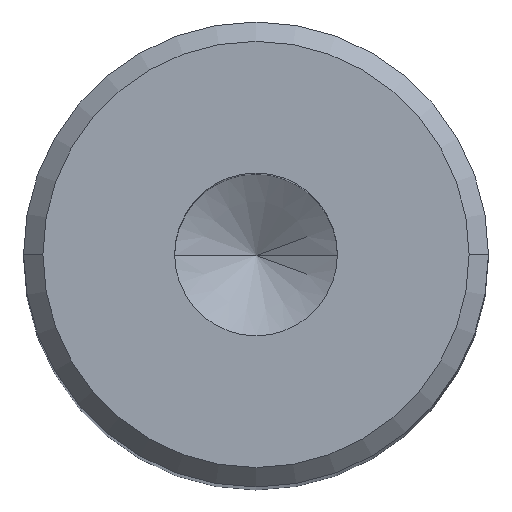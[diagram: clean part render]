
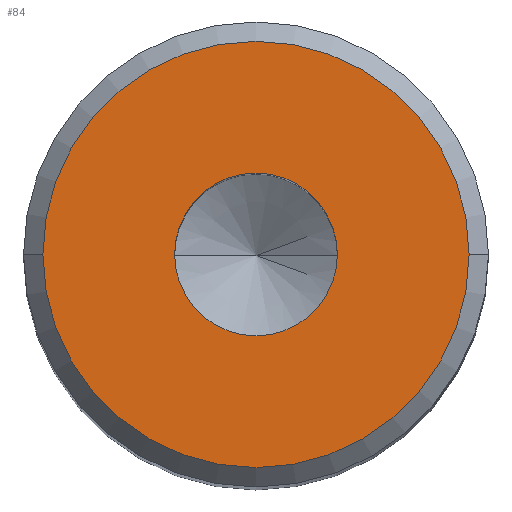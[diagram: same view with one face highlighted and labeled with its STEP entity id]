
A CAD part, top view. The second image highlights one B-rep face of the part: STEP entity #84.
In plain terms, the highlighted planar face has unit normal (0, 0, 1).
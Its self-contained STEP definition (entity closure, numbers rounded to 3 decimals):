
#27 = ORIENTED_EDGE ( 'NONE', *, *, #527, .T. ) ;
#32 = CIRCLE ( 'NONE', #224, 2.1 ) ;
#44 = PLANE ( 'NONE',  #86 ) ;
#46 = CARTESIAN_POINT ( 'NONE',  ( 5.5, 0., 0. ) ) ;
#84 = ADVANCED_FACE ( 'NONE', ( #128, #488 ), #44, .T. ) ;
#86 = AXIS2_PLACEMENT_3D ( 'NONE', #581, #583, #486 ) ;
#108 = CARTESIAN_POINT ( 'NONE',  ( 0., 0., 0. ) ) ;
#128 = FACE_BOUND ( 'NONE', #328, .T. ) ;
#156 = CIRCLE ( 'NONE', #256, 5.5 ) ;
#173 = EDGE_CURVE ( 'NONE', #200, #454, #32, .T. ) ;
#175 = AXIS2_PLACEMENT_3D ( 'NONE', #108, #284, #461 ) ;
#177 = CARTESIAN_POINT ( 'NONE',  ( 2.1, 0., 0. ) ) ;
#189 = ORIENTED_EDGE ( 'NONE', *, *, #552, .F. ) ;
#193 = VERTEX_POINT ( 'NONE', #46 ) ;
#200 = VERTEX_POINT ( 'NONE', #177 ) ;
#224 = AXIS2_PLACEMENT_3D ( 'NONE', #265, #441, #311 ) ;
#240 = CARTESIAN_POINT ( 'NONE',  ( -2.1, 0., 0. ) ) ;
#252 = CARTESIAN_POINT ( 'NONE',  ( 0., 0., 0. ) ) ;
#256 = AXIS2_PLACEMENT_3D ( 'NONE', #252, #264, #439 ) ;
#264 = DIRECTION ( 'NONE',  ( 0., 0., 1. ) ) ;
#265 = CARTESIAN_POINT ( 'NONE',  ( 0., 0., 0. ) ) ;
#267 = DIRECTION ( 'NONE',  ( 1., 0., 0. ) ) ;
#284 = DIRECTION ( 'NONE',  ( 0., 0., 1. ) ) ;
#300 = EDGE_LOOP ( 'NONE', ( #489, #27 ) ) ;
#301 = CIRCLE ( 'NONE', #175, 5.5 ) ;
#311 = DIRECTION ( 'NONE',  ( 1., 0., 0. ) ) ;
#328 = EDGE_LOOP ( 'NONE', ( #456, #189 ) ) ;
#342 = EDGE_CURVE ( 'NONE', #460, #193, #301, .T. ) ;
#355 = DIRECTION ( 'NONE',  ( 0., 0., 1. ) ) ;
#399 = CARTESIAN_POINT ( 'NONE',  ( 0., 0., 0. ) ) ;
#404 = AXIS2_PLACEMENT_3D ( 'NONE', #399, #355, #267 ) ;
#439 = DIRECTION ( 'NONE',  ( 1., 0., 0. ) ) ;
#441 = DIRECTION ( 'NONE',  ( 0., 0., 1. ) ) ;
#454 = VERTEX_POINT ( 'NONE', #240 ) ;
#456 = ORIENTED_EDGE ( 'NONE', *, *, #173, .F. ) ;
#460 = VERTEX_POINT ( 'NONE', #517 ) ;
#461 = DIRECTION ( 'NONE',  ( 1., 0., 0. ) ) ;
#462 = CIRCLE ( 'NONE', #404, 2.1 ) ;
#486 = DIRECTION ( 'NONE',  ( 1., 0., 0. ) ) ;
#488 = FACE_OUTER_BOUND ( 'NONE', #300, .T. ) ;
#489 = ORIENTED_EDGE ( 'NONE', *, *, #342, .T. ) ;
#517 = CARTESIAN_POINT ( 'NONE',  ( -5.5, 0., 0. ) ) ;
#527 = EDGE_CURVE ( 'NONE', #193, #460, #156, .T. ) ;
#552 = EDGE_CURVE ( 'NONE', #454, #200, #462, .T. ) ;
#581 = CARTESIAN_POINT ( 'NONE',  ( 0., 0., 0. ) ) ;
#583 = DIRECTION ( 'NONE',  ( 0., 0., 1. ) ) ;
